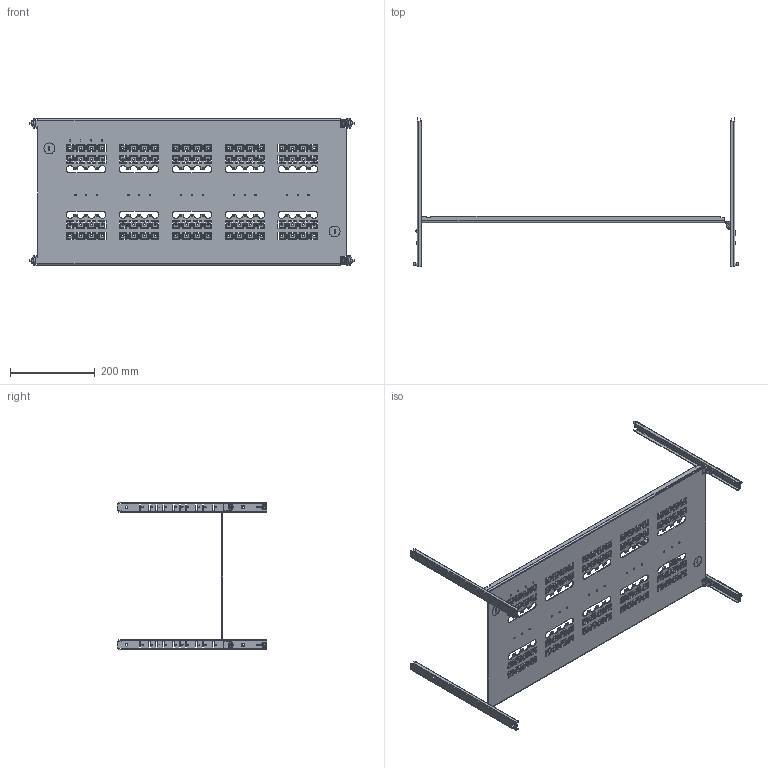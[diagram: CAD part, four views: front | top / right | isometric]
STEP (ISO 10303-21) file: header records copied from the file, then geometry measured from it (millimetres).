
FILE_DESCRIPTION(/* description */ (''),/* implementation_level */ '2;1');
FILE_NAME(/* name */ '8PQ6000-8BA48_v.stp',/* time_stamp */ '2018-10-11T09:03:25+02:00',/* author */ (''),/* organization */ (''),/* preprocessor_version */ 'ST-DEVELOPER v16.7',/* originating_system */ 'SIEMENS PLM Software NX 12.0',/* authorisation */ '');
FILE_SCHEMA (('AUTOMOTIVE_DESIGN { 1 0 10303 214 3 1 1 1 }'));
Products named in the file (3): part48; part48b; 8PQ6000-8BA48_step
Assembly tree (5 placements, depth 2):
  8PQ6000-8BA48_step
    part48b  x4
    part48
Bounding box: 767 x 353 x 348.2 mm (x, y, z)
Volume: 568840.7 mm3; surface area: 635508.4 mm2
Topology: 5 solids, 5 shells, 2965 faces, 8409 edges, 5540 vertices
Faces by surface type: plane 2173, cylinder 602, bspline 178, cone 12
Full cylindrical faces by diameter (mm): 25.5 x4
Entity records: 78149 total; most frequent: CARTESIAN_POINT 17011, ORIENTED_EDGE 13008, DIRECTION 11867, EDGE_CURVE 6504, LINE 5233, VECTOR 5233, VERTEX_POINT 4293, AXIS2_PLACEMENT_3D 3317
